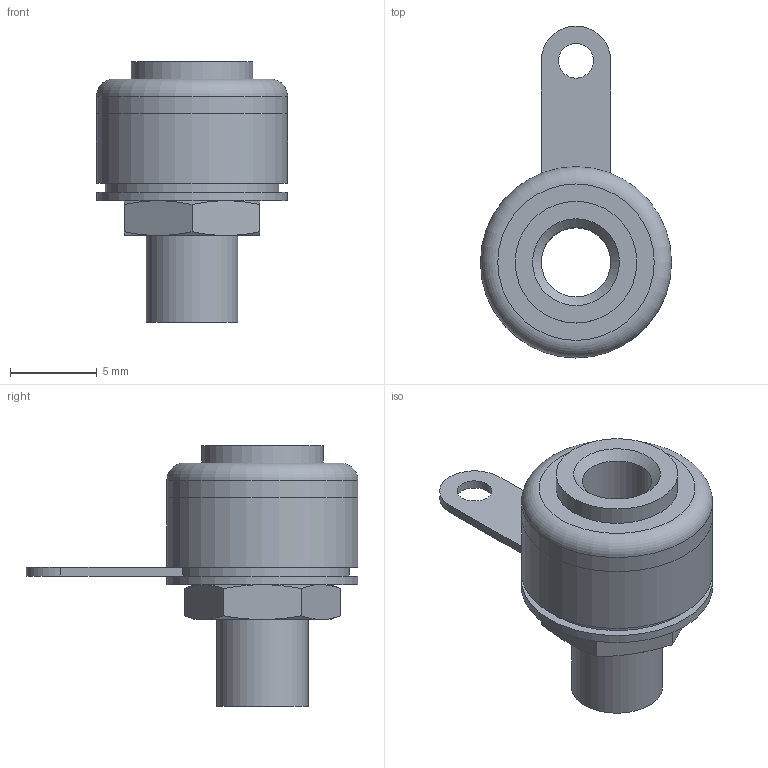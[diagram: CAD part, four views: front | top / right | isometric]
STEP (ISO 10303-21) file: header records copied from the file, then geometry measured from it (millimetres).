
FILE_DESCRIPTION((''),'2;1');
FILE_NAME('4mm Panel Mount Banana Socket.stp','2011-12-23T11:24:51',('sdarley'),(''),'Autodesk Inventor 2011','Autodesk Inventor 2011','');
FILE_SCHEMA(('AUTOMOTIVE_DESIGN { 1 0 10303 214 1 1 1 1 }'));
Length unit declared in the file: millimetre
Products named in the file (7): 4mm Panel Mount Banana Socket; Plastic Cap; Plastic Cap top; Socket Tube; Wire Connector; Washer; Connector Nut
Assembly tree (6 placements, depth 2):
  4mm Panel Mount Banana Socket
    Plastic Cap
    Plastic Cap top
    Socket Tube
    Wire Connector
    Washer
    Connector Nut
Bounding box: 11 x 19.1 x 15 mm (x, y, z)
Volume: 679.7 mm3; surface area: 1722.1 mm2
Topology: 6 solids, 6 shells, 46 faces, 94 edges, 62 vertices
Faces by surface type: plane 22, cylinder 15, cone 8, torus 1
Full cylindrical faces by diameter (mm): 2 x1, 4 x1, 5.25 x2, 6 x3, 7 x1, 8 x2, 11 x3
Entity records: 1358 total; most frequent: CARTESIAN_POINT 233, DIRECTION 216, ORIENTED_EDGE 154, AXIS2_PLACEMENT_3D 98, EDGE_LOOP 78, EDGE_CURVE 77, VERTEX_POINT 61, FACE_OUTER_BOUND 46
